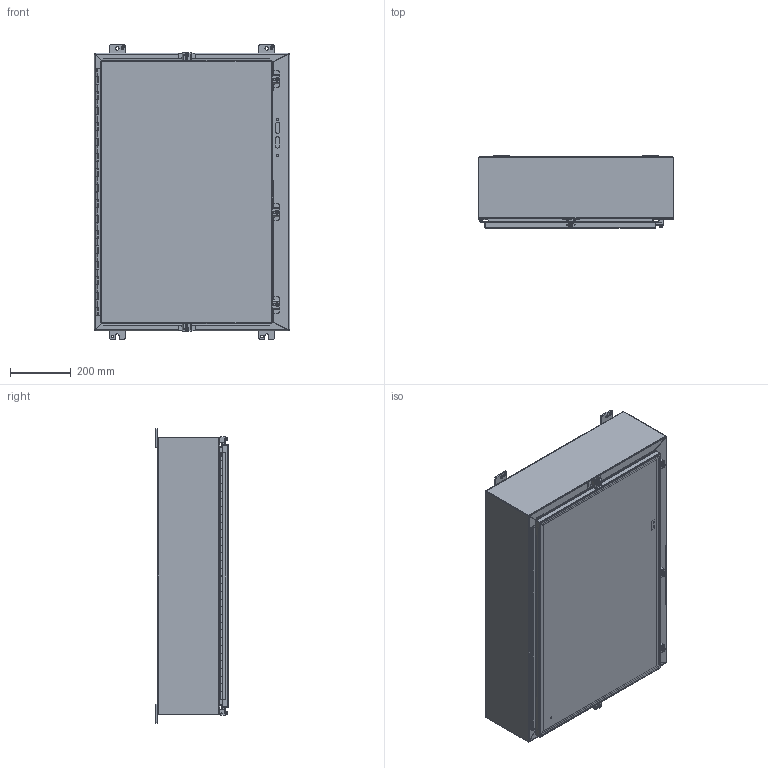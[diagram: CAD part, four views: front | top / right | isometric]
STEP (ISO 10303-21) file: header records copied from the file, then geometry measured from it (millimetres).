
FILE_DESCRIPTION (( 'STEP AP203' ), '1' );
FILE_NAME ('1447SN4F8_Default.step', '2019-11-12T14:59:10', ( '' ), ( '' ), 'SwSTEP 2.0', 'SolidWorks 2019', '' );
FILE_SCHEMA (( 'CONFIG_CONTROL_DESIGN' ));
Length unit declared in the file: inch
Products named in the file (1): 1447SN4F8_Default
Bounding box: 644.52 x 238.68 x 971.55 mm (x, y, z)
Volume: 5123997.3 mm3; surface area: 5271687.4 mm2
Topology: 52 solids, 53 shells, 1764 faces, 4574 edges, 2964 vertices
Faces by surface type: plane 1024, cylinder 630, bspline 84, cone 26
Entity records: 57497 total; most frequent: CARTESIAN_POINT 13801, ORIENTED_EDGE 9140, DIRECTION 8974, EDGE_CURVE 4570, VECTOR 3120, LINE 3120, VERTEX_POINT 2964, AXIS2_PLACEMENT_3D 2927
